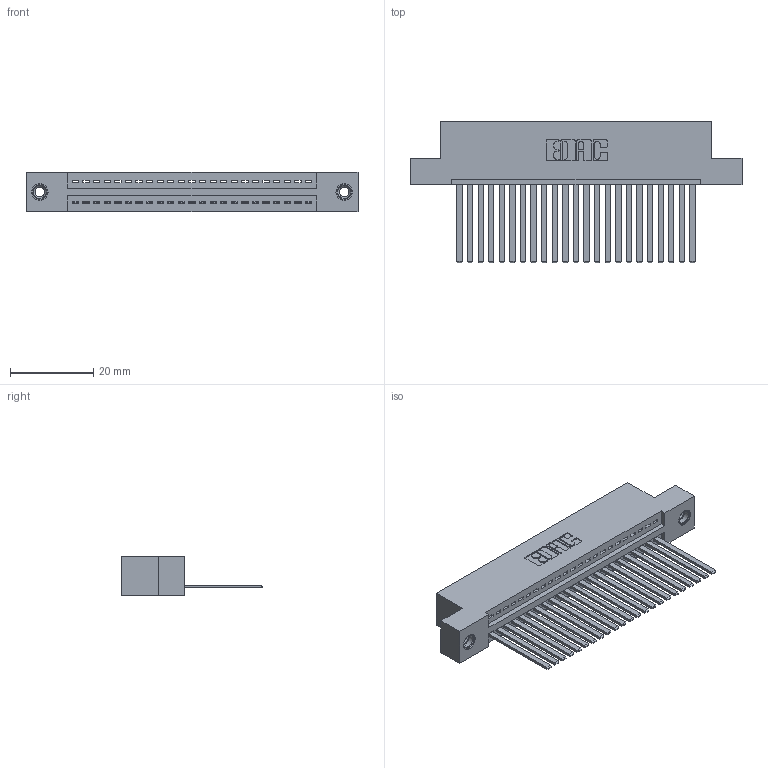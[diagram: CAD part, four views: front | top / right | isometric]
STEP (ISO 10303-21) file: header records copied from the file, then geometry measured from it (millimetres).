
FILE_DESCRIPTION (( 'STEP AP203' ), '1' );
FILE_NAME ('395-023-544-108.STEP', '2019-10-18T05:06:11', ( '' ), ( '' ), 'SwSTEP 2.0', 'SolidWorks 2016', '' );
FILE_SCHEMA (( 'CONFIG_CONTROL_DESIGN' ));
Length unit declared in the file: inch
Products named in the file (4): 345 Part_Flush Mounting Lugs - 0.156 Dia-TI; 345-250-001_345-250-003-102; 345-292-001_345-293-144; 395-023-544-108
Assembly tree (26 placements, depth 2):
  395-023-544-108
    345 Part_Flush Mounting Lugs - 0.156 Dia-TI
    345-292-001_345-293-144  x23
    345-250-001_345-250-003-102  x2
Bounding box: 79.63 x 33.96 x 9.4 mm (x, y, z)
Volume: 7667.5 mm3; surface area: 10750 mm2
Topology: 26 solids, 26 shells, 1382 faces, 4111 edges, 2702 vertices
Faces by surface type: plane 940, cylinder 426, cone 12, torus 4
Entity records: 20870 total; most frequent: CARTESIAN_POINT 3596, ORIENTED_EDGE 3546, DIRECTION 3193, EDGE_CURVE 1773, LINE 1533, VECTOR 1533, VERTEX_POINT 1176, AXIS2_PLACEMENT_3D 830
